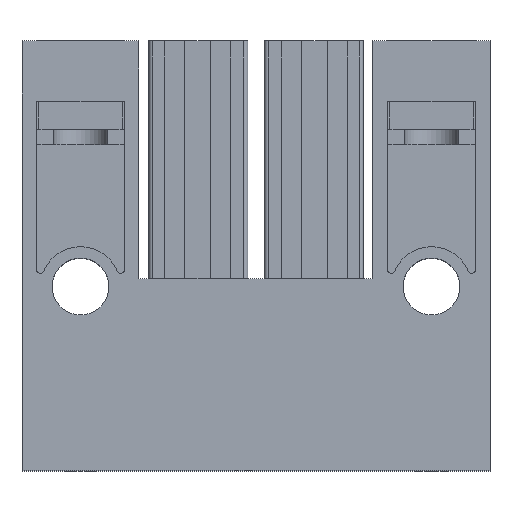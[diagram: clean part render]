
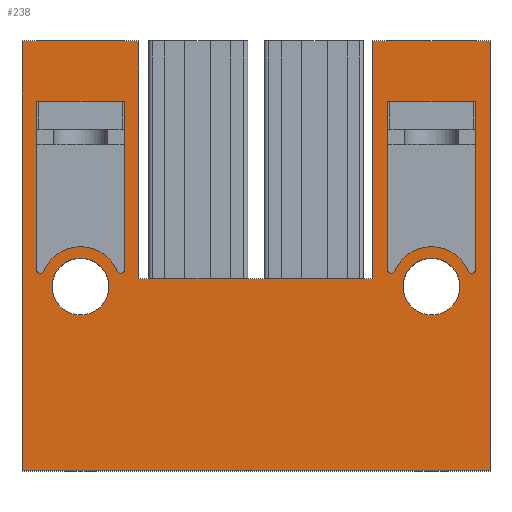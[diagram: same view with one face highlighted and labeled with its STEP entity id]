
A CAD part, top view. The second image highlights one B-rep face of the part: STEP entity #238.
In plain terms, the highlighted planar face has unit normal (0, 0, 1).
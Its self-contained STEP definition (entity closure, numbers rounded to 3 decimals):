
#34=AXIS2_PLACEMENT_3D('Plane Axis2P3D',#31,#32,#33) ;
#104=AXIS2_PLACEMENT_3D('Circle Axis2P3D',#102,#103,$) ;
#113=AXIS2_PLACEMENT_3D('Circle Axis2P3D',#111,#112,$) ;
#141=AXIS2_PLACEMENT_3D('Circle Axis2P3D',#139,#140,$) ;
#154=AXIS2_PLACEMENT_3D('Circle Axis2P3D',#152,#153,$) ;
#163=AXIS2_PLACEMENT_3D('Circle Axis2P3D',#161,#162,$) ;
#170=AXIS2_PLACEMENT_3D('Circle Axis2P3D',#168,#169,$) ;
#204=AXIS2_PLACEMENT_3D('Circle Axis2P3D',#202,#203,$) ;
#213=AXIS2_PLACEMENT_3D('Circle Axis2P3D',#211,#212,$) ;
#222=AXIS2_PLACEMENT_3D('Circle Axis2P3D',#220,#221,$) ;
#231=AXIS2_PLACEMENT_3D('Circle Axis2P3D',#229,#230,$) ;
#31=CARTESIAN_POINT('Axis2P3D Location',(7.62,0.,14.9)) ;
#36=CARTESIAN_POINT('Line Origine',(30.48,14.,14.9)) ;
#40=CARTESIAN_POINT('Vertex',(30.48,0.,14.9)) ;
#42=CARTESIAN_POINT('Vertex',(30.48,28.,14.9)) ;
#45=CARTESIAN_POINT('Line Origine',(26.67,28.,14.9)) ;
#49=CARTESIAN_POINT('Vertex',(22.86,28.,14.9)) ;
#52=CARTESIAN_POINT('Line Origine',(22.86,20.25,14.9)) ;
#56=CARTESIAN_POINT('Vertex',(22.86,12.5,14.9)) ;
#59=CARTESIAN_POINT('Line Origine',(15.24,12.5,14.9)) ;
#63=CARTESIAN_POINT('Vertex',(7.62,12.5,14.9)) ;
#66=CARTESIAN_POINT('Line Origine',(7.62,20.25,14.9)) ;
#70=CARTESIAN_POINT('Vertex',(7.62,28.,14.9)) ;
#73=CARTESIAN_POINT('Line Origine',(3.81,28.,14.9)) ;
#77=CARTESIAN_POINT('Vertex',(0.,28.,14.9)) ;
#80=CARTESIAN_POINT('Line Origine',(0.,14.,14.9)) ;
#84=CARTESIAN_POINT('Vertex',(0.,0.,14.9)) ;
#87=CARTESIAN_POINT('Line Origine',(15.24,0.,14.9)) ;
#102=CARTESIAN_POINT('Axis2P3D Location',(3.81,12.,14.9)) ;
#106=CARTESIAN_POINT('Vertex',(1.407,12.994,14.9)) ;
#108=CARTESIAN_POINT('Vertex',(6.213,12.994,14.9)) ;
#111=CARTESIAN_POINT('Axis2P3D Location',(1.193,13.083,14.9)) ;
#115=CARTESIAN_POINT('Vertex',(0.96,13.083,14.9)) ;
#118=CARTESIAN_POINT('Line Origine',(0.96,18.566,14.9)) ;
#122=CARTESIAN_POINT('Vertex',(0.96,24.05,14.9)) ;
#125=CARTESIAN_POINT('Line Origine',(3.81,24.05,14.9)) ;
#129=CARTESIAN_POINT('Vertex',(6.66,24.05,14.9)) ;
#132=CARTESIAN_POINT('Line Origine',(6.66,18.566,14.9)) ;
#136=CARTESIAN_POINT('Vertex',(6.66,13.083,14.9)) ;
#139=CARTESIAN_POINT('Axis2P3D Location',(6.427,13.083,14.9)) ;
#152=CARTESIAN_POINT('Axis2P3D Location',(29.287,13.083,14.9)) ;
#156=CARTESIAN_POINT('Vertex',(29.52,13.083,14.9)) ;
#158=CARTESIAN_POINT('Vertex',(29.073,12.994,14.9)) ;
#161=CARTESIAN_POINT('Axis2P3D Location',(26.67,12.,14.9)) ;
#165=CARTESIAN_POINT('Vertex',(24.267,12.994,14.9)) ;
#168=CARTESIAN_POINT('Axis2P3D Location',(24.053,13.083,14.9)) ;
#172=CARTESIAN_POINT('Vertex',(23.82,13.083,14.9)) ;
#175=CARTESIAN_POINT('Line Origine',(23.82,18.566,14.9)) ;
#179=CARTESIAN_POINT('Vertex',(23.82,24.05,14.9)) ;
#182=CARTESIAN_POINT('Line Origine',(26.67,24.05,14.9)) ;
#186=CARTESIAN_POINT('Vertex',(29.52,24.05,14.9)) ;
#189=CARTESIAN_POINT('Line Origine',(29.52,18.566,14.9)) ;
#202=CARTESIAN_POINT('Axis2P3D Location',(26.67,12.,14.9)) ;
#206=CARTESIAN_POINT('Vertex',(26.67,13.85,14.9)) ;
#208=CARTESIAN_POINT('Vertex',(26.67,10.15,14.9)) ;
#211=CARTESIAN_POINT('Axis2P3D Location',(26.67,12.,14.9)) ;
#220=CARTESIAN_POINT('Axis2P3D Location',(3.81,12.,14.9)) ;
#224=CARTESIAN_POINT('Vertex',(3.81,10.15,14.9)) ;
#226=CARTESIAN_POINT('Vertex',(3.81,13.85,14.9)) ;
#229=CARTESIAN_POINT('Axis2P3D Location',(3.81,12.,14.9)) ;
#32=DIRECTION('Axis2P3D Direction',(0.,0.,1.)) ;
#33=DIRECTION('Axis2P3D XDirection',(1.,0.,0.)) ;
#37=DIRECTION('Vector Direction',(0.,-1.,0.)) ;
#46=DIRECTION('Vector Direction',(1.,0.,0.)) ;
#53=DIRECTION('Vector Direction',(0.,-1.,0.)) ;
#60=DIRECTION('Vector Direction',(1.,0.,0.)) ;
#67=DIRECTION('Vector Direction',(0.,-1.,0.)) ;
#74=DIRECTION('Vector Direction',(1.,0.,0.)) ;
#81=DIRECTION('Vector Direction',(0.,-1.,0.)) ;
#88=DIRECTION('Vector Direction',(1.,0.,0.)) ;
#103=DIRECTION('Axis2P3D Direction',(0.,0.,1.)) ;
#112=DIRECTION('Axis2P3D Direction',(0.,0.,1.)) ;
#119=DIRECTION('Vector Direction',(0.,1.,0.)) ;
#126=DIRECTION('Vector Direction',(1.,0.,0.)) ;
#133=DIRECTION('Vector Direction',(0.,-1.,0.)) ;
#140=DIRECTION('Axis2P3D Direction',(0.,0.,1.)) ;
#153=DIRECTION('Axis2P3D Direction',(0.,0.,1.)) ;
#162=DIRECTION('Axis2P3D Direction',(0.,0.,1.)) ;
#169=DIRECTION('Axis2P3D Direction',(0.,0.,1.)) ;
#176=DIRECTION('Vector Direction',(0.,-1.,0.)) ;
#183=DIRECTION('Vector Direction',(1.,0.,0.)) ;
#190=DIRECTION('Vector Direction',(0.,1.,0.)) ;
#203=DIRECTION('Axis2P3D Direction',(0.,0.,1.)) ;
#212=DIRECTION('Axis2P3D Direction',(0.,0.,1.)) ;
#221=DIRECTION('Axis2P3D Direction',(0.,0.,1.)) ;
#230=DIRECTION('Axis2P3D Direction',(0.,0.,1.)) ;
#38=VECTOR('Line Direction',#37,1.) ;
#47=VECTOR('Line Direction',#46,1.) ;
#54=VECTOR('Line Direction',#53,1.) ;
#61=VECTOR('Line Direction',#60,1.) ;
#68=VECTOR('Line Direction',#67,1.) ;
#75=VECTOR('Line Direction',#74,1.) ;
#82=VECTOR('Line Direction',#81,1.) ;
#89=VECTOR('Line Direction',#88,1.) ;
#120=VECTOR('Line Direction',#119,1.) ;
#127=VECTOR('Line Direction',#126,1.) ;
#134=VECTOR('Line Direction',#133,1.) ;
#177=VECTOR('Line Direction',#176,1.) ;
#184=VECTOR('Line Direction',#183,1.) ;
#191=VECTOR('Line Direction',#190,1.) ;
#93=ORIENTED_EDGE('',*,*,#44,.T.) ;
#94=ORIENTED_EDGE('',*,*,#51,.T.) ;
#95=ORIENTED_EDGE('',*,*,#58,.F.) ;
#96=ORIENTED_EDGE('',*,*,#65,.T.) ;
#97=ORIENTED_EDGE('',*,*,#72,.T.) ;
#98=ORIENTED_EDGE('',*,*,#79,.F.) ;
#99=ORIENTED_EDGE('',*,*,#86,.F.) ;
#100=ORIENTED_EDGE('',*,*,#91,.T.) ;
#145=ORIENTED_EDGE('',*,*,#110,.F.) ;
#146=ORIENTED_EDGE('',*,*,#117,.F.) ;
#147=ORIENTED_EDGE('',*,*,#124,.F.) ;
#148=ORIENTED_EDGE('',*,*,#131,.F.) ;
#149=ORIENTED_EDGE('',*,*,#138,.F.) ;
#150=ORIENTED_EDGE('',*,*,#143,.F.) ;
#195=ORIENTED_EDGE('',*,*,#160,.T.) ;
#196=ORIENTED_EDGE('',*,*,#167,.T.) ;
#197=ORIENTED_EDGE('',*,*,#174,.T.) ;
#198=ORIENTED_EDGE('',*,*,#181,.T.) ;
#199=ORIENTED_EDGE('',*,*,#188,.T.) ;
#200=ORIENTED_EDGE('',*,*,#193,.T.) ;
#217=ORIENTED_EDGE('',*,*,#210,.T.) ;
#218=ORIENTED_EDGE('',*,*,#215,.T.) ;
#235=ORIENTED_EDGE('',*,*,#228,.F.) ;
#236=ORIENTED_EDGE('',*,*,#233,.F.) ;
#151=FACE_BOUND('',#144,.T.) ;
#201=FACE_BOUND('',#194,.T.) ;
#219=FACE_BOUND('',#216,.T.) ;
#237=FACE_BOUND('',#234,.T.) ;
#238=ADVANCED_FACE('HOUSING',(#101,#151,#201,#219,#237),#35,.T.) ;
#105=CIRCLE('generated circle',#104,2.6) ;
#114=CIRCLE('generated circle',#113,0.233) ;
#142=CIRCLE('generated circle',#141,0.233) ;
#155=CIRCLE('generated circle',#154,0.233) ;
#164=CIRCLE('generated circle',#163,2.6) ;
#171=CIRCLE('generated circle',#170,0.233) ;
#205=CIRCLE('generated circle',#204,1.85) ;
#214=CIRCLE('generated circle',#213,1.85) ;
#223=CIRCLE('generated circle',#222,1.85) ;
#232=CIRCLE('generated circle',#231,1.85) ;
#44=EDGE_CURVE('',#41,#43,#39,.F.) ;
#51=EDGE_CURVE('',#43,#50,#48,.F.) ;
#58=EDGE_CURVE('',#57,#50,#55,.F.) ;
#65=EDGE_CURVE('',#57,#64,#62,.F.) ;
#72=EDGE_CURVE('',#64,#71,#69,.F.) ;
#79=EDGE_CURVE('',#78,#71,#76,.T.) ;
#86=EDGE_CURVE('',#85,#78,#83,.F.) ;
#91=EDGE_CURVE('',#85,#41,#90,.T.) ;
#110=EDGE_CURVE('',#107,#109,#105,.F.) ;
#117=EDGE_CURVE('',#116,#107,#114,.T.) ;
#124=EDGE_CURVE('',#123,#116,#121,.F.) ;
#131=EDGE_CURVE('',#130,#123,#128,.F.) ;
#138=EDGE_CURVE('',#137,#130,#135,.F.) ;
#143=EDGE_CURVE('',#109,#137,#142,.T.) ;
#160=EDGE_CURVE('',#157,#159,#155,.F.) ;
#167=EDGE_CURVE('',#159,#166,#164,.T.) ;
#174=EDGE_CURVE('',#166,#173,#171,.F.) ;
#181=EDGE_CURVE('',#173,#180,#178,.F.) ;
#188=EDGE_CURVE('',#180,#187,#185,.T.) ;
#193=EDGE_CURVE('',#187,#157,#192,.F.) ;
#210=EDGE_CURVE('',#207,#209,#205,.F.) ;
#215=EDGE_CURVE('',#209,#207,#214,.F.) ;
#228=EDGE_CURVE('',#225,#227,#223,.T.) ;
#233=EDGE_CURVE('',#227,#225,#232,.T.) ;
#92=EDGE_LOOP('',(#93,#94,#95,#96,#97,#98,#99,#100)) ;
#144=EDGE_LOOP('',(#145,#146,#147,#148,#149,#150)) ;
#194=EDGE_LOOP('',(#195,#196,#197,#198,#199,#200)) ;
#216=EDGE_LOOP('',(#217,#218)) ;
#234=EDGE_LOOP('',(#235,#236)) ;
#101=FACE_OUTER_BOUND('',#92,.T.) ;
#39=LINE('Line',#36,#38) ;
#48=LINE('Line',#45,#47) ;
#55=LINE('Line',#52,#54) ;
#62=LINE('Line',#59,#61) ;
#69=LINE('Line',#66,#68) ;
#76=LINE('Line',#73,#75) ;
#83=LINE('Line',#80,#82) ;
#90=LINE('Line',#87,#89) ;
#121=LINE('Line',#118,#120) ;
#128=LINE('Line',#125,#127) ;
#135=LINE('Line',#132,#134) ;
#178=LINE('Line',#175,#177) ;
#185=LINE('Line',#182,#184) ;
#192=LINE('Line',#189,#191) ;
#35=PLANE('',#34) ;
#41=VERTEX_POINT('',#40) ;
#43=VERTEX_POINT('',#42) ;
#50=VERTEX_POINT('',#49) ;
#57=VERTEX_POINT('',#56) ;
#64=VERTEX_POINT('',#63) ;
#71=VERTEX_POINT('',#70) ;
#78=VERTEX_POINT('',#77) ;
#85=VERTEX_POINT('',#84) ;
#107=VERTEX_POINT('',#106) ;
#109=VERTEX_POINT('',#108) ;
#116=VERTEX_POINT('',#115) ;
#123=VERTEX_POINT('',#122) ;
#130=VERTEX_POINT('',#129) ;
#137=VERTEX_POINT('',#136) ;
#157=VERTEX_POINT('',#156) ;
#159=VERTEX_POINT('',#158) ;
#166=VERTEX_POINT('',#165) ;
#173=VERTEX_POINT('',#172) ;
#180=VERTEX_POINT('',#179) ;
#187=VERTEX_POINT('',#186) ;
#207=VERTEX_POINT('',#206) ;
#209=VERTEX_POINT('',#208) ;
#225=VERTEX_POINT('',#224) ;
#227=VERTEX_POINT('',#226) ;
